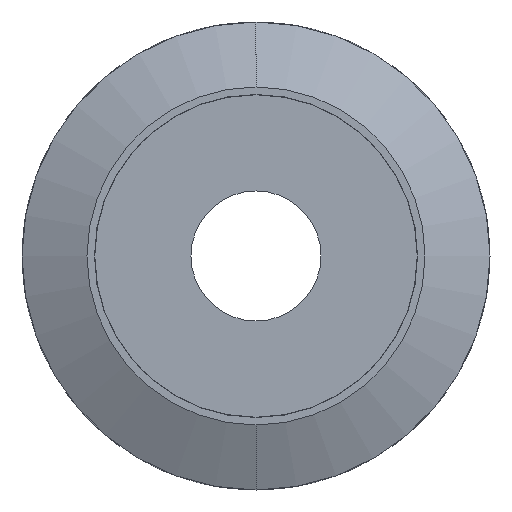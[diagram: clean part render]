
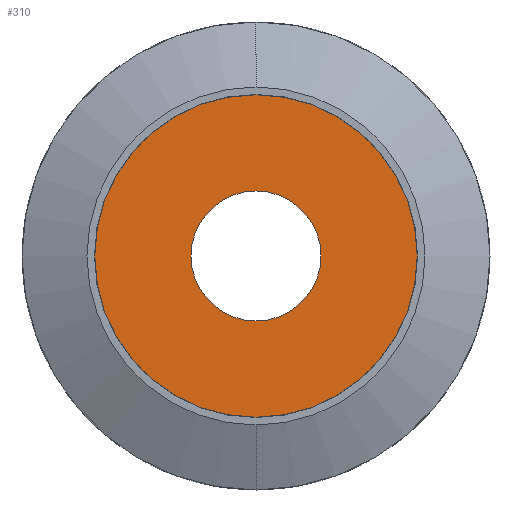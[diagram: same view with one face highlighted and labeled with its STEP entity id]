
A CAD part, front view. The second image highlights one B-rep face of the part: STEP entity #310.
In plain terms, the highlighted planar face has unit normal (0, -1, 0).
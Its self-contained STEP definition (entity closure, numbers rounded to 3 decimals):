
#310=ADVANCED_FACE('',(#691,#692),#693,.T.);
#691=FACE_OUTER_BOUND('',#1148,.T.);
#692=FACE_BOUND('',#1149,.T.);
#693=PLANE('',#1150);
#1148=EDGE_LOOP('',(#1955,#1956));
#1149=EDGE_LOOP('',(#1957,#1958));
#1150=AXIS2_PLACEMENT_3D('',#1959,#1960,#1961);
#1955=ORIENTED_EDGE('',*,*,#2740,.F.);
#1956=ORIENTED_EDGE('',*,*,#2941,.F.);
#1957=ORIENTED_EDGE('',*,*,#2732,.T.);
#1958=ORIENTED_EDGE('',*,*,#2944,.T.);
#1959=CARTESIAN_POINT('',(0.0,0.0,6.525));
#1960=DIRECTION('',(0.0,-1.0,0.0));
#1961=DIRECTION('',(0.0,0.0,-1.0));
#2732=EDGE_CURVE('',#3253,#3257,#3259,.T.);
#2740=EDGE_CURVE('',#3270,#3273,#3274,.T.);
#2941=EDGE_CURVE('',#3273,#3270,#3554,.T.);
#2944=EDGE_CURVE('',#3257,#3253,#3557,.T.);
#3253=VERTEX_POINT('',#4014);
#3257=VERTEX_POINT('',#4019);
#3259=CIRCLE('',#4022,3.75);
#3270=VERTEX_POINT('',#4035);
#3273=VERTEX_POINT('',#4039);
#3274=CIRCLE('',#4040,9.3);
#3554=CIRCLE('',#4521,9.3);
#3557=CIRCLE('',#4524,3.75);
#4014=CARTESIAN_POINT('',(0.0,0.0,3.75));
#4019=CARTESIAN_POINT('',(0.,0.0,-3.75));
#4022=AXIS2_PLACEMENT_3D('',#5380,#5381,#5382);
#4035=CARTESIAN_POINT('',(0.0,0.0,9.3));
#4039=CARTESIAN_POINT('',(0.,0.0,-9.3));
#4040=AXIS2_PLACEMENT_3D('',#5392,#5393,#5394);
#4521=AXIS2_PLACEMENT_3D('',#5653,#5654,#5655);
#4524=AXIS2_PLACEMENT_3D('',#5656,#5657,#5658);
#5380=CARTESIAN_POINT('',(0.0,0.0,0.0));
#5381=DIRECTION('',(0.0,1.0,0.0));
#5382=DIRECTION('',(0.0,0.0,1.0));
#5392=CARTESIAN_POINT('',(0.0,0.0,0.0));
#5393=DIRECTION('',(0.0,1.0,0.0));
#5394=DIRECTION('',(0.0,0.0,1.0));
#5653=CARTESIAN_POINT('',(0.0,0.0,0.0));
#5654=DIRECTION('',(0.0,1.0,0.0));
#5655=DIRECTION('',(0.0,0.0,1.0));
#5656=CARTESIAN_POINT('',(0.0,0.0,0.0));
#5657=DIRECTION('',(0.0,1.0,0.0));
#5658=DIRECTION('',(0.0,0.0,1.0));
